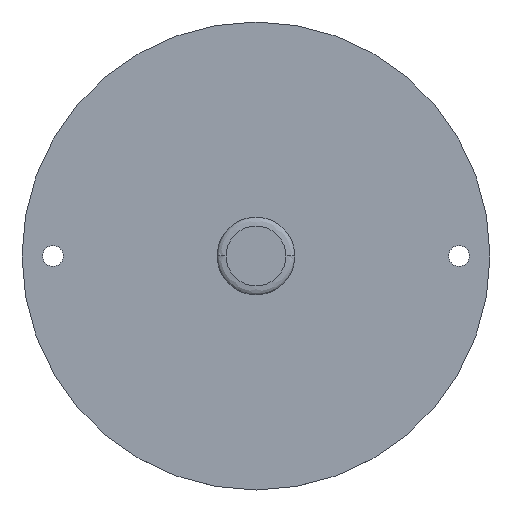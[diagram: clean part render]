
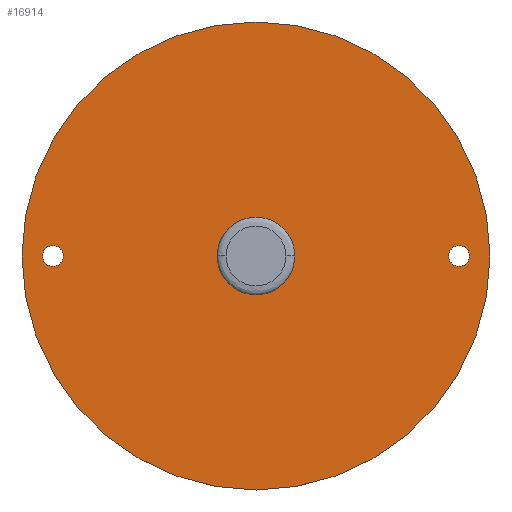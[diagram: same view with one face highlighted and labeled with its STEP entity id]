
A CAD part, top view. The second image highlights one B-rep face of the part: STEP entity #16914.
In plain terms, the highlighted planar face has unit normal (0, 0, 1).
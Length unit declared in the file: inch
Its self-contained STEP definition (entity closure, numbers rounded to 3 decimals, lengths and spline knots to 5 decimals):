
#144 = CIRCLE ( 'NONE', #4395, 3.08071 ) ;
#233 = EDGE_LOOP ( 'NONE', ( #18834, #12039 ) ) ;
#420 = EDGE_CURVE ( 'NONE', #15253, #13220, #17838, .T. ) ;
#653 = AXIS2_PLACEMENT_3D ( 'NONE', #19282, #6754, #13989 ) ;
#966 = CIRCLE ( 'NONE', #19054, 0.06299 ) ;
#1138 = DIRECTION ( 'NONE',  ( 0., 0., 1. ) ) ;
#1655 = DIRECTION ( 'NONE',  ( 1., 0., 0. ) ) ;
#1656 = CARTESIAN_POINT ( 'NONE',  ( 0.27953, 0., 0.15748 ) ) ;
#1859 = EDGE_CURVE ( 'NONE', #11969, #11182, #10599, .T. ) ;
#2195 = DIRECTION ( 'NONE',  ( 0., -1., 0. ) ) ;
#2331 = CARTESIAN_POINT ( 'NONE',  ( 0., 0., 0.15748 ) ) ;
#2360 = VERTEX_POINT ( 'NONE', #18611 ) ;
#2515 = CIRCLE ( 'NONE', #13055, 0.1378 ) ;
#2730 = AXIS2_PLACEMENT_3D ( 'NONE', #10518, #1138, #6586 ) ;
#2732 = CARTESIAN_POINT ( 'NONE',  ( 0.15354, 0., 0.15748 ) ) ;
#2781 = DIRECTION ( 'NONE',  ( -1., 0., 0. ) ) ;
#3089 = CIRCLE ( 'NONE', #13619, 3.08071 ) ;
#3364 = EDGE_CURVE ( 'NONE', #18780, #5389, #2515, .T. ) ;
#3483 = EDGE_CURVE ( 'NONE', #14139, #4310, #3933, .T. ) ;
#3517 = CARTESIAN_POINT ( 'NONE',  ( 2.67323, 0., 0.15748 ) ) ;
#3617 = CARTESIAN_POINT ( 'NONE',  ( -2.53543, 0., 0.15748 ) ) ;
#3933 = CIRCLE ( 'NONE', #15179, 0.1378 ) ;
#4310 = VERTEX_POINT ( 'NONE', #4993 ) ;
#4395 = AXIS2_PLACEMENT_3D ( 'NONE', #12920, #15888, #14251 ) ;
#4788 = ORIENTED_EDGE ( 'NONE', *, *, #1859, .F. ) ;
#4959 = AXIS2_PLACEMENT_3D ( 'NONE', #12919, #19175, #13113 ) ;
#4993 = CARTESIAN_POINT ( 'NONE',  ( 2.81102, 0., 0.15748 ) ) ;
#5032 = ORIENTED_EDGE ( 'NONE', *, *, #6122, .T. ) ;
#5193 = FACE_OUTER_BOUND ( 'NONE', #7277, .T. ) ;
#5389 = VERTEX_POINT ( 'NONE', #7641 ) ;
#5563 = CARTESIAN_POINT ( 'NONE',  ( -2.67323, 0., 0.15748 ) ) ;
#5606 = EDGE_LOOP ( 'NONE', ( #9469, #8603 ) ) ;
#5735 = DIRECTION ( 'NONE',  ( 0., 0., 1. ) ) ;
#6122 = EDGE_CURVE ( 'NONE', #2360, #15475, #3089, .T. ) ;
#6154 = ORIENTED_EDGE ( 'NONE', *, *, #9891, .F. ) ;
#6258 = EDGE_LOOP ( 'NONE', ( #15613, #12395 ) ) ;
#6427 = VERTEX_POINT ( 'NONE', #7770 ) ;
#6466 = EDGE_CURVE ( 'NONE', #15475, #2360, #144, .T. ) ;
#6586 = DIRECTION ( 'NONE',  ( 0., -1., 0. ) ) ;
#6634 = DIRECTION ( 'NONE',  ( -1., 0., 0. ) ) ;
#6718 = DIRECTION ( 'NONE',  ( 0., 0., 1. ) ) ;
#6754 = DIRECTION ( 'NONE',  ( 0., 0., 1. ) ) ;
#6917 = EDGE_CURVE ( 'NONE', #4310, #14139, #13309, .T. ) ;
#7277 = EDGE_LOOP ( 'NONE', ( #5032, #9414 ) ) ;
#7451 = ORIENTED_EDGE ( 'NONE', *, *, #7859, .F. ) ;
#7641 = CARTESIAN_POINT ( 'NONE',  ( -2.81102, 0., 0.15748 ) ) ;
#7770 = CARTESIAN_POINT ( 'NONE',  ( -0.06299, 0.21654, 0.15748 ) ) ;
#7859 = EDGE_CURVE ( 'NONE', #11182, #11969, #17566, .T. ) ;
#8334 = ORIENTED_EDGE ( 'NONE', *, *, #420, .F. ) ;
#8603 = ORIENTED_EDGE ( 'NONE', *, *, #19304, .F. ) ;
#8636 = DIRECTION ( 'NONE',  ( 1., 0., 0. ) ) ;
#8713 = AXIS2_PLACEMENT_3D ( 'NONE', #8792, #12080, #10341 ) ;
#8792 = CARTESIAN_POINT ( 'NONE',  ( -0.21654, 0., 0.15748 ) ) ;
#8894 = AXIS2_PLACEMENT_3D ( 'NONE', #10042, #16289, #2195 ) ;
#9299 = EDGE_LOOP ( 'NONE', ( #7451, #4788 ) ) ;
#9414 = ORIENTED_EDGE ( 'NONE', *, *, #6466, .T. ) ;
#9469 = ORIENTED_EDGE ( 'NONE', *, *, #16393, .F. ) ;
#9853 = FACE_BOUND ( 'NONE', #5606, .T. ) ;
#9863 = CARTESIAN_POINT ( 'NONE',  ( 0.06299, 0.21654, 0.15748 ) ) ;
#9891 = EDGE_CURVE ( 'NONE', #13220, #15253, #20019, .T. ) ;
#9935 = CIRCLE ( 'NONE', #10254, 0.06299 ) ;
#10042 = CARTESIAN_POINT ( 'NONE',  ( 0.21654, 0., 0.15748 ) ) ;
#10254 = AXIS2_PLACEMENT_3D ( 'NONE', #13763, #15209, #17038 ) ;
#10341 = DIRECTION ( 'NONE',  ( 0., 1., 0. ) ) ;
#10518 = CARTESIAN_POINT ( 'NONE',  ( 0.21654, 0., 0.15748 ) ) ;
#10599 = CIRCLE ( 'NONE', #4959, 0.06299 ) ;
#11004 = FACE_BOUND ( 'NONE', #20030, .T. ) ;
#11182 = VERTEX_POINT ( 'NONE', #19298 ) ;
#11969 = VERTEX_POINT ( 'NONE', #16151 ) ;
#12039 = ORIENTED_EDGE ( 'NONE', *, *, #3483, .F. ) ;
#12080 = DIRECTION ( 'NONE',  ( 0., 0., 1. ) ) ;
#12395 = ORIENTED_EDGE ( 'NONE', *, *, #17559, .T. ) ;
#12708 = CARTESIAN_POINT ( 'NONE',  ( -2.67323, 0., 0.15748 ) ) ;
#12856 = AXIS2_PLACEMENT_3D ( 'NONE', #12708, #18965, #6634 ) ;
#12919 = CARTESIAN_POINT ( 'NONE',  ( -0.21654, 0., 0.15748 ) ) ;
#12920 = CARTESIAN_POINT ( 'NONE',  ( 0., 0., 0.15748 ) ) ;
#13055 = AXIS2_PLACEMENT_3D ( 'NONE', #5563, #18309, #2781 ) ;
#13113 = DIRECTION ( 'NONE',  ( 0., 1., 0. ) ) ;
#13220 = VERTEX_POINT ( 'NONE', #1656 ) ;
#13309 = CIRCLE ( 'NONE', #19198, 0.1378 ) ;
#13478 = CIRCLE ( 'NONE', #12856, 0.1378 ) ;
#13614 = DIRECTION ( 'NONE',  ( 1., 0., 0. ) ) ;
#13619 = AXIS2_PLACEMENT_3D ( 'NONE', #2331, #5735, #8636 ) ;
#13763 = CARTESIAN_POINT ( 'NONE',  ( 0., 0.21654, 0.15748 ) ) ;
#13915 = CARTESIAN_POINT ( 'NONE',  ( 0., 0.21654, 0.15748 ) ) ;
#13989 = DIRECTION ( 'NONE',  ( 1., 0., 0. ) ) ;
#14127 = CARTESIAN_POINT ( 'NONE',  ( 2.53543, 0., 0.15748 ) ) ;
#14139 = VERTEX_POINT ( 'NONE', #14127 ) ;
#14251 = DIRECTION ( 'NONE',  ( 1., 0., 0. ) ) ;
#14469 = FACE_BOUND ( 'NONE', #9299, .T. ) ;
#15179 = AXIS2_PLACEMENT_3D ( 'NONE', #19316, #19228, #17678 ) ;
#15209 = DIRECTION ( 'NONE',  ( 0., 0., 1. ) ) ;
#15253 = VERTEX_POINT ( 'NONE', #2732 ) ;
#15475 = VERTEX_POINT ( 'NONE', #16200 ) ;
#15613 = ORIENTED_EDGE ( 'NONE', *, *, #3364, .T. ) ;
#15888 = DIRECTION ( 'NONE',  ( 0., 0., 1. ) ) ;
#16151 = CARTESIAN_POINT ( 'NONE',  ( -0.27953, 0., 0.15748 ) ) ;
#16200 = CARTESIAN_POINT ( 'NONE',  ( -3.08071, 0., 0.15748 ) ) ;
#16289 = DIRECTION ( 'NONE',  ( 0., 0., 1. ) ) ;
#16393 = EDGE_CURVE ( 'NONE', #19510, #6427, #966, .T. ) ;
#16914 = ADVANCED_FACE ( 'NONE', ( #5193, #9853, #11004, #14469, #20347, #17163 ), #18810, .T. ) ;
#17038 = DIRECTION ( 'NONE',  ( 1., 0., 0. ) ) ;
#17163 = FACE_BOUND ( 'NONE', #233, .T. ) ;
#17559 = EDGE_CURVE ( 'NONE', #5389, #18780, #13478, .T. ) ;
#17566 = CIRCLE ( 'NONE', #8713, 0.06299 ) ;
#17678 = DIRECTION ( 'NONE',  ( 1., 0., 0. ) ) ;
#17838 = CIRCLE ( 'NONE', #2730, 0.06299 ) ;
#18309 = DIRECTION ( 'NONE',  ( 0., 0., -1. ) ) ;
#18611 = CARTESIAN_POINT ( 'NONE',  ( 3.08071, 0., 0.15748 ) ) ;
#18780 = VERTEX_POINT ( 'NONE', #3617 ) ;
#18810 = PLANE ( 'NONE',  #653 ) ;
#18834 = ORIENTED_EDGE ( 'NONE', *, *, #6917, .F. ) ;
#18965 = DIRECTION ( 'NONE',  ( 0., 0., -1. ) ) ;
#19054 = AXIS2_PLACEMENT_3D ( 'NONE', #13915, #20172, #13614 ) ;
#19175 = DIRECTION ( 'NONE',  ( 0., 0., 1. ) ) ;
#19198 = AXIS2_PLACEMENT_3D ( 'NONE', #3517, #6718, #1655 ) ;
#19228 = DIRECTION ( 'NONE',  ( 0., 0., 1. ) ) ;
#19282 = CARTESIAN_POINT ( 'NONE',  ( 0., 0., 0.15748 ) ) ;
#19298 = CARTESIAN_POINT ( 'NONE',  ( -0.15354, 0., 0.15748 ) ) ;
#19304 = EDGE_CURVE ( 'NONE', #6427, #19510, #9935, .T. ) ;
#19316 = CARTESIAN_POINT ( 'NONE',  ( 2.67323, 0., 0.15748 ) ) ;
#19510 = VERTEX_POINT ( 'NONE', #9863 ) ;
#20019 = CIRCLE ( 'NONE', #8894, 0.06299 ) ;
#20030 = EDGE_LOOP ( 'NONE', ( #6154, #8334 ) ) ;
#20172 = DIRECTION ( 'NONE',  ( 0., 0., 1. ) ) ;
#20347 = FACE_BOUND ( 'NONE', #6258, .T. ) ;
